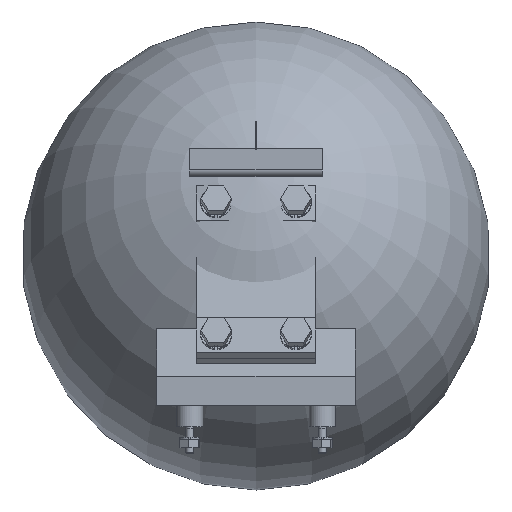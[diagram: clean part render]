
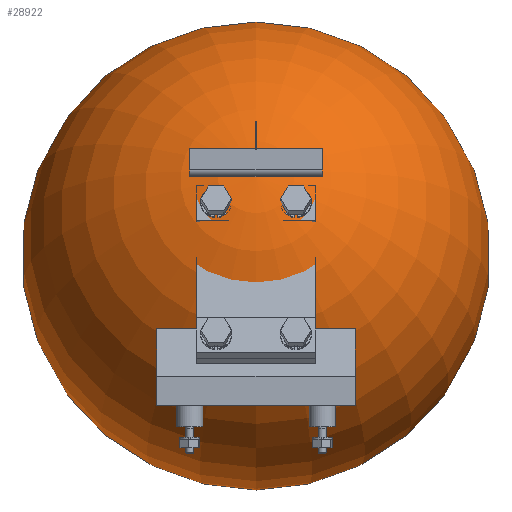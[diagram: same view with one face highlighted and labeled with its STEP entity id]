
A CAD part, left-side view. The second image highlights one B-rep face of the part: STEP entity #28922.
In plain terms, the highlighted toroidal (fillet/blend) face has major radius 0.147 mm and minor radius 88.606 mm.
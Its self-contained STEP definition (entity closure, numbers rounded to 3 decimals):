
#14=VERTEX_LOOP('',#17650);
#15=DEGENERATE_TOROIDAL_SURFACE('',#27539,0.147,88.606,
 .T.);
#325=CIRCLE('',#27540,9.494);
#14166=ORIENTED_EDGE('',*,*,#18615,.F.);
#17650=VERTEX_POINT('',#25305);
#17651=VERTEX_POINT('',#25306);
#18615=EDGE_CURVE('',#17651,#17651,#325,.T.);
#19664=EDGE_LOOP('',(#14166));
#20511=FACE_BOUND('',#14,.T.);
#20512=FACE_BOUND('',#19664,.T.);
#22269=DIRECTION('',(-0.94,0.,0.34));
#22270=DIRECTION('',(0.34,0.,0.94));
#22271=DIRECTION('',(-0.94,0.,0.34));
#22272=DIRECTION('',(3.228,0.,8.928));
#25304=CARTESIAN_POINT('',(-83.328,0.,30.123));
#25305=CARTESIAN_POINT('',(0.,0.,0.));
#25306=CARTESIAN_POINT('',(2.763,0.,9.096));
#25307=CARTESIAN_POINT('',(-0.465,0.,0.168));
#27539=AXIS2_PLACEMENT_3D('',#25304,#22269,#22270);
#27540=AXIS2_PLACEMENT_3D('',#25307,#22271,#22272);
#28922=ADVANCED_FACE('',(#20511,#20512),#15,.T.);
